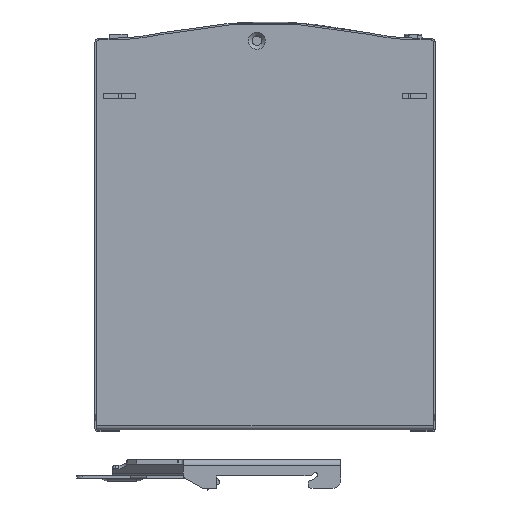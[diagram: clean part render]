
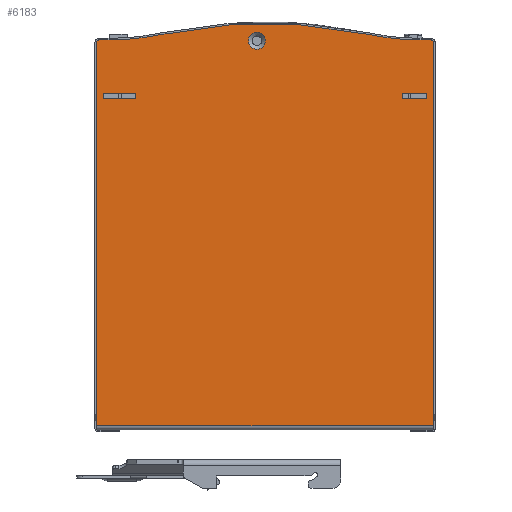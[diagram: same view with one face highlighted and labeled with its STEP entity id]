
A CAD part, front view. The second image highlights one B-rep face of the part: STEP entity #6183.
In plain terms, the highlighted planar face has unit normal (0, -1, 0).
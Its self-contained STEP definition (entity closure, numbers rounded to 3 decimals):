
#3355=FACE_BOUND('',#17828,.T.);
#3356=FACE_BOUND('',#17829,.T.);
#3357=FACE_BOUND('',#17830,.T.);
#3358=FACE_BOUND('',#17831,.T.);
#6183=ADVANCED_FACE('',(#3355,#3356,#3357,#3358),#10038,.F.);
#10038=PLANE('',#83269);
#17828=EDGE_LOOP('',(#35107));
#17829=EDGE_LOOP('',(#35108,#35109,#35110,#35111));
#17830=EDGE_LOOP('',(#35112,#35113,#35114,#35115));
#17831=EDGE_LOOP('',(#35116,#35117,#35118,#35119,#35120,#35121,#35122,#35123,
#35124,#35125));
#19616=CIRCLE('',#83263,3.1);
#19617=CIRCLE('',#83264,1.);
#19618=CIRCLE('',#83265,90.);
#19619=CIRCLE('',#83266,184.);
#19620=CIRCLE('',#83267,90.);
#19621=CIRCLE('',#83268,1.);
#35107=ORIENTED_EDGE('',*,*,#57882,.T.);
#35108=ORIENTED_EDGE('',*,*,#57883,.F.);
#35109=ORIENTED_EDGE('',*,*,#57884,.F.);
#35110=ORIENTED_EDGE('',*,*,#57885,.F.);
#35111=ORIENTED_EDGE('',*,*,#57886,.F.);
#35112=ORIENTED_EDGE('',*,*,#57887,.F.);
#35113=ORIENTED_EDGE('',*,*,#57888,.F.);
#35114=ORIENTED_EDGE('',*,*,#57889,.F.);
#35115=ORIENTED_EDGE('',*,*,#57890,.F.);
#35116=ORIENTED_EDGE('',*,*,#57832,.T.);
#35117=ORIENTED_EDGE('',*,*,#57891,.T.);
#35118=ORIENTED_EDGE('',*,*,#57892,.F.);
#35119=ORIENTED_EDGE('',*,*,#57893,.F.);
#35120=ORIENTED_EDGE('',*,*,#57894,.F.);
#35121=ORIENTED_EDGE('',*,*,#57895,.F.);
#35122=ORIENTED_EDGE('',*,*,#57896,.F.);
#35123=ORIENTED_EDGE('',*,*,#57897,.T.);
#35124=ORIENTED_EDGE('',*,*,#57820,.F.);
#35125=ORIENTED_EDGE('',*,*,#57898,.T.);
#47812=VERTEX_POINT('',#119535);
#47813=VERTEX_POINT('',#119537);
#47822=VERTEX_POINT('',#119558);
#47823=VERTEX_POINT('',#119560);
#47865=VERTEX_POINT('',#119656);
#47866=VERTEX_POINT('',#119658);
#47867=VERTEX_POINT('',#119659);
#47868=VERTEX_POINT('',#119661);
#47869=VERTEX_POINT('',#119663);
#47870=VERTEX_POINT('',#119666);
#47871=VERTEX_POINT('',#119667);
#47872=VERTEX_POINT('',#119669);
#47873=VERTEX_POINT('',#119671);
#47874=VERTEX_POINT('',#119674);
#47875=VERTEX_POINT('',#119676);
#47876=VERTEX_POINT('',#119678);
#47877=VERTEX_POINT('',#119680);
#47878=VERTEX_POINT('',#119682);
#47879=VERTEX_POINT('',#119684);
#57820=EDGE_CURVE('',#47812,#47813,#68997,.T.);
#57832=EDGE_CURVE('',#47823,#47822,#69005,.T.);
#57882=EDGE_CURVE('',#47865,#47865,#19616,.T.);
#57883=EDGE_CURVE('',#47866,#47867,#69023,.T.);
#57884=EDGE_CURVE('',#47868,#47866,#69024,.T.);
#57885=EDGE_CURVE('',#47869,#47868,#69025,.T.);
#57886=EDGE_CURVE('',#47867,#47869,#69026,.T.);
#57887=EDGE_CURVE('',#47870,#47871,#69027,.T.);
#57888=EDGE_CURVE('',#47872,#47870,#69028,.T.);
#57889=EDGE_CURVE('',#47873,#47872,#69029,.T.);
#57890=EDGE_CURVE('',#47871,#47873,#69030,.T.);
#57891=EDGE_CURVE('',#47822,#47874,#19617,.T.);
#57892=EDGE_CURVE('',#47875,#47874,#69031,.T.);
#57893=EDGE_CURVE('',#47876,#47875,#19618,.T.);
#57894=EDGE_CURVE('',#47877,#47876,#19619,.T.);
#57895=EDGE_CURVE('',#47878,#47877,#19620,.T.);
#57896=EDGE_CURVE('',#47879,#47878,#69032,.T.);
#57897=EDGE_CURVE('',#47879,#47813,#19621,.T.);
#57898=EDGE_CURVE('',#47812,#47823,#69033,.T.);
#68997=LINE('',#119536,#78486);
#69005=LINE('',#119559,#78494);
#69023=LINE('',#119657,#78512);
#69024=LINE('',#119660,#78513);
#69025=LINE('',#119662,#78514);
#69026=LINE('',#119664,#78515);
#69027=LINE('',#119665,#78516);
#69028=LINE('',#119668,#78517);
#69029=LINE('',#119670,#78518);
#69030=LINE('',#119672,#78519);
#69031=LINE('',#119675,#78520);
#69032=LINE('',#119683,#78521);
#69033=LINE('',#119686,#78522);
#78486=VECTOR('',#97756,1.);
#78494=VECTOR('',#97774,1.);
#78512=VECTOR('',#97866,1.);
#78513=VECTOR('',#97867,1.);
#78514=VECTOR('',#97868,1.);
#78515=VECTOR('',#97869,1.);
#78516=VECTOR('',#97870,1.);
#78517=VECTOR('',#97871,1.);
#78518=VECTOR('',#97872,1.);
#78519=VECTOR('',#97873,1.);
#78520=VECTOR('',#97876,1.);
#78521=VECTOR('',#97883,1.);
#78522=VECTOR('',#97886,1.);
#83263=AXIS2_PLACEMENT_3D('',#119655,#97864,#97865);
#83264=AXIS2_PLACEMENT_3D('',#119673,#97874,#97875);
#83265=AXIS2_PLACEMENT_3D('',#119677,#97877,#97878);
#83266=AXIS2_PLACEMENT_3D('',#119679,#97879,#97880);
#83267=AXIS2_PLACEMENT_3D('',#119681,#97881,#97882);
#83268=AXIS2_PLACEMENT_3D('',#119685,#97884,#97885);
#83269=AXIS2_PLACEMENT_3D('',#119687,#97887,#97888);
#97756=DIRECTION('',(0.,0.,1.));
#97774=DIRECTION('',(0.,0.,1.));
#97864=DIRECTION('',(0.,1.,0.));
#97865=DIRECTION('',(0.,0.,1.));
#97866=DIRECTION('',(-1.,0.,0.));
#97867=DIRECTION('',(0.,0.,1.));
#97868=DIRECTION('',(1.,0.,0.));
#97869=DIRECTION('',(0.,0.,-1.));
#97870=DIRECTION('',(-1.,0.,0.));
#97871=DIRECTION('',(0.,0.,1.));
#97872=DIRECTION('',(1.,0.,0.));
#97873=DIRECTION('',(0.,0.,-1.));
#97874=DIRECTION('',(0.,-1.,0.));
#97875=DIRECTION('',(0.,0.,1.));
#97876=DIRECTION('',(1.,0.,0.));
#97877=DIRECTION('',(0.,-1.,0.));
#97878=DIRECTION('',(0.,0.,1.));
#97879=DIRECTION('',(0.,1.,0.));
#97880=DIRECTION('',(0.,0.,1.));
#97881=DIRECTION('',(0.,-1.,0.));
#97882=DIRECTION('',(0.,0.,1.));
#97883=DIRECTION('',(1.,0.,0.));
#97884=DIRECTION('',(0.,-1.,0.));
#97885=DIRECTION('',(0.,0.,1.));
#97886=DIRECTION('',(1.,0.,0.));
#97887=DIRECTION('',(0.,1.,0.));
#97888=DIRECTION('',(0.,0.,1.));
#119535=CARTESIAN_POINT('',(-62.,-55.,1.502));
#119536=CARTESIAN_POINT('',(-62.,-55.,1.502));
#119537=CARTESIAN_POINT('',(-62.,-55.,142.5));
#119558=CARTESIAN_POINT('',(62.,-55.,142.5));
#119559=CARTESIAN_POINT('',(62.,-55.,1.502));
#119560=CARTESIAN_POINT('',(62.,-55.,1.502));
#119655=CARTESIAN_POINT('',(-3.,-55.,143.2));
#119656=CARTESIAN_POINT('',(-3.,-55.,146.3));
#119657=CARTESIAN_POINT('',(-62.,-55.,123.8));
#119658=CARTESIAN_POINT('',(-47.5,-55.,123.8));
#119659=CARTESIAN_POINT('',(-59.5,-55.,123.8));
#119660=CARTESIAN_POINT('',(-47.5,-55.,1.502));
#119661=CARTESIAN_POINT('',(-47.5,-55.,121.8));
#119662=CARTESIAN_POINT('',(-62.,-55.,121.8));
#119663=CARTESIAN_POINT('',(-59.5,-55.,121.8));
#119664=CARTESIAN_POINT('',(-59.5,-55.,1.502));
#119665=CARTESIAN_POINT('',(-62.,-55.,123.8));
#119666=CARTESIAN_POINT('',(59.5,-55.,123.8));
#119667=CARTESIAN_POINT('',(50.5,-55.,123.8));
#119668=CARTESIAN_POINT('',(59.5,-55.,1.502));
#119669=CARTESIAN_POINT('',(59.5,-55.,121.8));
#119670=CARTESIAN_POINT('',(-62.,-55.,121.8));
#119671=CARTESIAN_POINT('',(50.5,-55.,121.8));
#119672=CARTESIAN_POINT('',(50.5,-55.,1.502));
#119673=CARTESIAN_POINT('',(61.,-55.,142.5));
#119674=CARTESIAN_POINT('',(61.,-55.,143.5));
#119675=CARTESIAN_POINT('',(-62.,-55.,143.5));
#119676=CARTESIAN_POINT('',(57.026,-55.,143.5));
#119677=CARTESIAN_POINT('',(57.026,-55.,233.5));
#119678=CARTESIAN_POINT('',(38.295,-55.,145.471));
#119679=CARTESIAN_POINT('',(0.,-55.,-34.5));
#119680=CARTESIAN_POINT('',(-38.295,-55.,145.471));
#119681=CARTESIAN_POINT('',(-57.026,-55.,233.5));
#119682=CARTESIAN_POINT('',(-57.026,-55.,143.5));
#119683=CARTESIAN_POINT('',(-62.,-55.,143.5));
#119684=CARTESIAN_POINT('',(-61.,-55.,143.5));
#119685=CARTESIAN_POINT('',(-61.,-55.,142.5));
#119686=CARTESIAN_POINT('',(-62.,-55.,1.502));
#119687=CARTESIAN_POINT('',(-62.,-55.,1.502));
